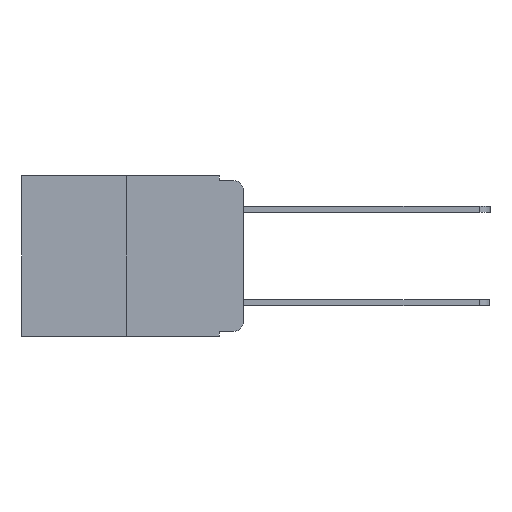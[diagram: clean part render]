
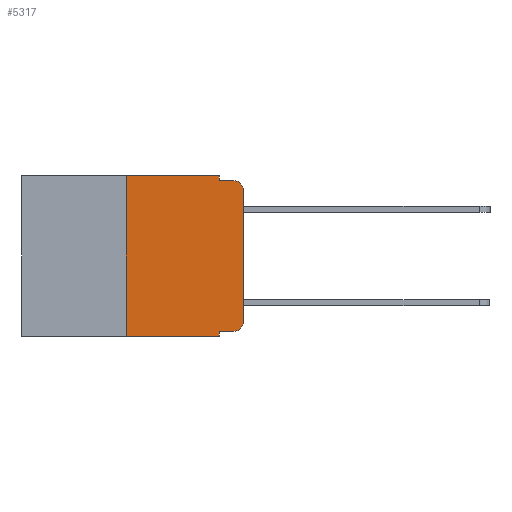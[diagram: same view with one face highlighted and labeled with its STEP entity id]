
A CAD part, left-side view. The second image highlights one B-rep face of the part: STEP entity #5317.
In plain terms, the highlighted planar face has unit normal (-1, 0, 0).
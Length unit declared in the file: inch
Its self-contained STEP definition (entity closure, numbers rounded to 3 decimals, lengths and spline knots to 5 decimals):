
#53 = CARTESIAN_POINT ( 'NONE',  ( 0., 0.25, 0. ) ) ;
#373 = CARTESIAN_POINT ( 'NONE',  ( 0., 0., -0.03 ) ) ;
#744 = VECTOR ( 'NONE', #8003, 39.37008 ) ;
#1017 = CARTESIAN_POINT ( 'NONE',  ( 0., 0.02, -0.03 ) ) ;
#1058 = ORIENTED_EDGE ( 'NONE', *, *, #7869, .T. ) ;
#1138 = CIRCLE ( 'NONE', #5615, 0.02 ) ;
#1203 = VERTEX_POINT ( 'NONE', #3728 ) ;
#1372 = CARTESIAN_POINT ( 'NONE',  ( 0., 0., 0. ) ) ;
#1556 = VERTEX_POINT ( 'NONE', #7705 ) ;
#1569 = ORIENTED_EDGE ( 'NONE', *, *, #6101, .T. ) ;
#1575 = PLANE ( 'NONE',  #12691 ) ;
#1596 = AXIS2_PLACEMENT_3D ( 'NONE', #9251, #7015, #9134 ) ;
#1598 = VERTEX_POINT ( 'NONE', #1883 ) ;
#1825 = VECTOR ( 'NONE', #7822, 39.37008 ) ;
#1883 = CARTESIAN_POINT ( 'NONE',  ( 0., 0.02, -0.01 ) ) ;
#1889 = EDGE_CURVE ( 'NONE', #7582, #6634, #12138, .T. ) ;
#1947 = VECTOR ( 'NONE', #3255, 39.37008 ) ;
#2080 = DIRECTION ( 'NONE',  ( 0., 0., -1. ) ) ;
#2388 = DIRECTION ( 'NONE',  ( 0., 0., 1. ) ) ;
#2469 = VECTOR ( 'NONE', #6529, 39.37008 ) ;
#2778 = LINE ( 'NONE', #7377, #7676 ) ;
#2786 = CARTESIAN_POINT ( 'NONE',  ( 0., 0.051, -0.333 ) ) ;
#2881 = EDGE_LOOP ( 'NONE', ( #10341, #1058, #4750, #10791, #4291, #12440, #1569, #12593, #10967, #11704 ) ) ;
#3255 = DIRECTION ( 'NONE',  ( 0., 0., 1. ) ) ;
#3270 = LINE ( 'NONE', #6956, #6480 ) ;
#3361 = VERTEX_POINT ( 'NONE', #2786 ) ;
#3543 = LINE ( 'NONE', #11811, #744 ) ;
#3664 = DIRECTION ( 'NONE',  ( 1., 0., 0. ) ) ;
#3728 = CARTESIAN_POINT ( 'NONE',  ( 0., 0.051, -0.343 ) ) ;
#3967 = EDGE_CURVE ( 'NONE', #3361, #7582, #9700, .T. ) ;
#4064 = EDGE_CURVE ( 'NONE', #11518, #7447, #3543, .T. ) ;
#4291 = ORIENTED_EDGE ( 'NONE', *, *, #4064, .F. ) ;
#4660 = LINE ( 'NONE', #53, #1947 ) ;
#4750 = ORIENTED_EDGE ( 'NONE', *, *, #7214, .F. ) ;
#5108 = LINE ( 'NONE', #5308, #7980 ) ;
#5286 = EDGE_CURVE ( 'NONE', #3361, #1203, #7396, .T. ) ;
#5308 = CARTESIAN_POINT ( 'NONE',  ( 0., 0.051, 0. ) ) ;
#5317 = ADVANCED_FACE ( 'NONE', ( #11608 ), #1575, .F. ) ;
#5558 = CARTESIAN_POINT ( 'NONE',  ( 0., 0.051, 0. ) ) ;
#5615 = AXIS2_PLACEMENT_3D ( 'NONE', #1017, #8002, #2080 ) ;
#5842 = LINE ( 'NONE', #1372, #6152 ) ;
#5931 = EDGE_CURVE ( 'NONE', #1556, #11518, #4660, .T. ) ;
#6101 = EDGE_CURVE ( 'NONE', #1556, #1203, #2778, .T. ) ;
#6152 = VECTOR ( 'NONE', #2388, 39.37008 ) ;
#6480 = VECTOR ( 'NONE', #12709, 39.37008 ) ;
#6529 = DIRECTION ( 'NONE',  ( 0., 0., -1. ) ) ;
#6578 = EDGE_CURVE ( 'NONE', #7447, #11692, #5108, .T. ) ;
#6634 = VERTEX_POINT ( 'NONE', #7317 ) ;
#6854 = CARTESIAN_POINT ( 'NONE',  ( 0., 0.051, -0.333 ) ) ;
#6956 = CARTESIAN_POINT ( 'NONE',  ( 0., 0.051, -0.01 ) ) ;
#7015 = DIRECTION ( 'NONE',  ( -1., 0., 0. ) ) ;
#7214 = EDGE_CURVE ( 'NONE', #11692, #1598, #3270, .T. ) ;
#7317 = CARTESIAN_POINT ( 'NONE',  ( 0., 0., -0.313 ) ) ;
#7377 = CARTESIAN_POINT ( 'NONE',  ( 0., 0.473, -0.343 ) ) ;
#7396 = LINE ( 'NONE', #5558, #2469 ) ;
#7408 = CARTESIAN_POINT ( 'NONE',  ( 0., 0.25, 0. ) ) ;
#7447 = VERTEX_POINT ( 'NONE', #11209 ) ;
#7582 = VERTEX_POINT ( 'NONE', #11360 ) ;
#7676 = VECTOR ( 'NONE', #12212, 39.37008 ) ;
#7705 = CARTESIAN_POINT ( 'NONE',  ( 0., 0.25, -0.343 ) ) ;
#7822 = DIRECTION ( 'NONE',  ( 0., -1., 0. ) ) ;
#7869 = EDGE_CURVE ( 'NONE', #9836, #1598, #1138, .T. ) ;
#7980 = VECTOR ( 'NONE', #11089, 39.37008 ) ;
#8002 = DIRECTION ( 'NONE',  ( -1., 0., 0. ) ) ;
#8003 = DIRECTION ( 'NONE',  ( 0., -1., 0. ) ) ;
#9134 = DIRECTION ( 'NONE',  ( 0., 0., -1. ) ) ;
#9197 = EDGE_CURVE ( 'NONE', #6634, #9836, #5842, .T. ) ;
#9251 = CARTESIAN_POINT ( 'NONE',  ( 0., 0.02, -0.313 ) ) ;
#9503 = CARTESIAN_POINT ( 'NONE',  ( 0., 0.473, 0. ) ) ;
#9700 = LINE ( 'NONE', #6854, #1825 ) ;
#9836 = VERTEX_POINT ( 'NONE', #373 ) ;
#10341 = ORIENTED_EDGE ( 'NONE', *, *, #9197, .T. ) ;
#10447 = DIRECTION ( 'NONE',  ( 0., 0., -1. ) ) ;
#10791 = ORIENTED_EDGE ( 'NONE', *, *, #6578, .F. ) ;
#10967 = ORIENTED_EDGE ( 'NONE', *, *, #3967, .T. ) ;
#11089 = DIRECTION ( 'NONE',  ( 0., 0., -1. ) ) ;
#11209 = CARTESIAN_POINT ( 'NONE',  ( 0., 0.051, 0. ) ) ;
#11360 = CARTESIAN_POINT ( 'NONE',  ( 0., 0.02, -0.333 ) ) ;
#11518 = VERTEX_POINT ( 'NONE', #7408 ) ;
#11567 = CARTESIAN_POINT ( 'NONE',  ( 0., 0.051, -0.01 ) ) ;
#11608 = FACE_OUTER_BOUND ( 'NONE', #2881, .T. ) ;
#11692 = VERTEX_POINT ( 'NONE', #11567 ) ;
#11704 = ORIENTED_EDGE ( 'NONE', *, *, #1889, .T. ) ;
#11811 = CARTESIAN_POINT ( 'NONE',  ( 0., 0.473, 0. ) ) ;
#12138 = CIRCLE ( 'NONE', #1596, 0.02 ) ;
#12212 = DIRECTION ( 'NONE',  ( 0., -1., 0. ) ) ;
#12440 = ORIENTED_EDGE ( 'NONE', *, *, #5931, .F. ) ;
#12593 = ORIENTED_EDGE ( 'NONE', *, *, #5286, .F. ) ;
#12691 = AXIS2_PLACEMENT_3D ( 'NONE', #9503, #3664, #10447 ) ;
#12709 = DIRECTION ( 'NONE',  ( 0., -1., 0. ) ) ;
